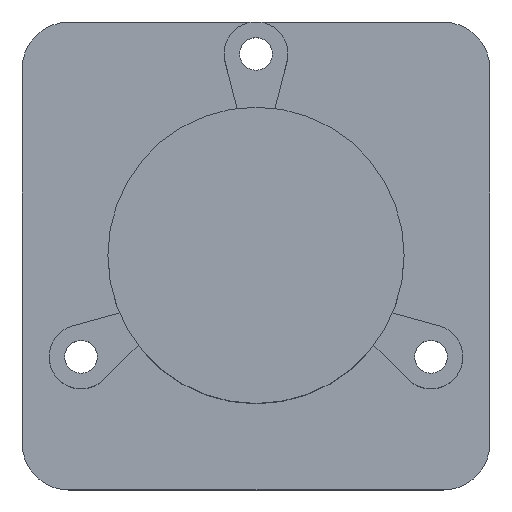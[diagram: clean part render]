
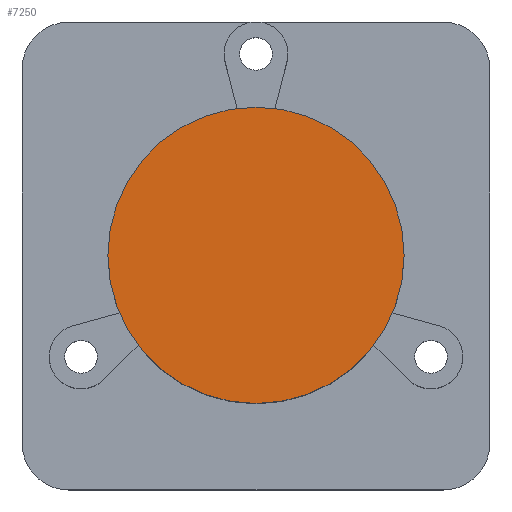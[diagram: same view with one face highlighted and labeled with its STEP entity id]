
A CAD part, top view. The second image highlights one B-rep face of the part: STEP entity #7250.
In plain terms, the highlighted planar face has unit normal (0, 0, 1).
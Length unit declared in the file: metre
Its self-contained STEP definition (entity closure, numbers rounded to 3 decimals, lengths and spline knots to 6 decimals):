
#1360=ORIENTED_EDGE('',*,*,#3551,.T.);
#3551=EDGE_CURVE('',#4649,#4649,#5405,.T.);
#4649=VERTEX_POINT('',#11154);
#5405=CIRCLE('',#7797,0.0095);
#5918=EDGE_LOOP('',(#1360));
#6484=FACE_BOUND('',#5918,.T.);
#7044=PLANE('',#7800);
#7250=ADVANCED_FACE('',(#6484),#7044,.T.);
#7797=AXIS2_PLACEMENT_3D('',#11153,#8752,#8753);
#7800=AXIS2_PLACEMENT_3D('',#11158,#8758,#8759);
#8752=DIRECTION('',(0.,0.,1.));
#8753=DIRECTION('',(1.,0.,0.));
#8758=DIRECTION('',(0.,0.,1.));
#8759=DIRECTION('',(1.,0.,0.));
#11153=CARTESIAN_POINT('',(0.,0.,0.0275));
#11154=CARTESIAN_POINT('',(0.0095,0.,0.0275));
#11158=CARTESIAN_POINT('',(0.,0.,0.0275));
